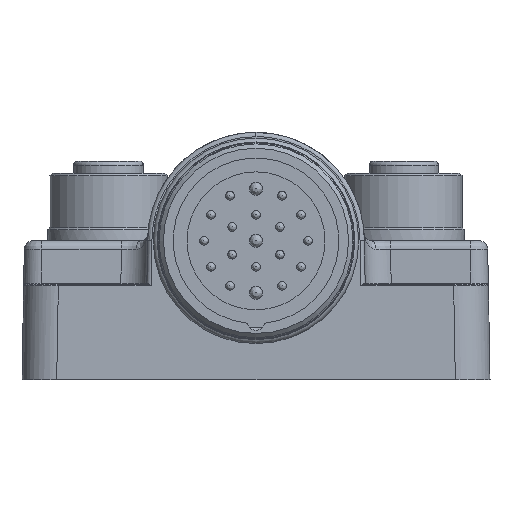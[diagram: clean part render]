
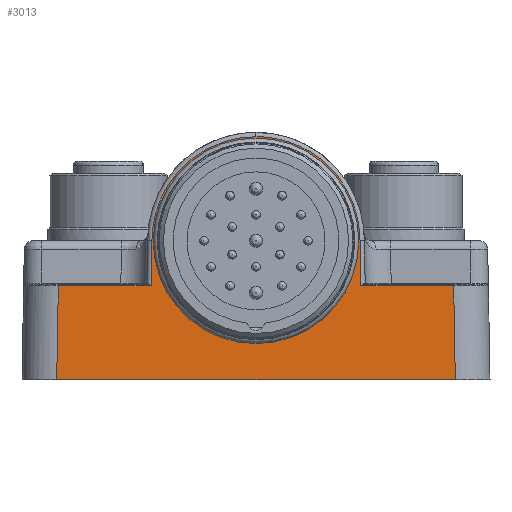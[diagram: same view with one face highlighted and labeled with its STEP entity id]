
A CAD part, left-side view. The second image highlights one B-rep face of the part: STEP entity #3013.
In plain terms, the highlighted planar face has unit normal (-1, 0, 0.018).
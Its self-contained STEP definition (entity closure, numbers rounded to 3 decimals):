
#110=ELLIPSE('',#20107,11.402,11.4);
#568=FACE_BOUND('',#5938,.T.);
#569=FACE_BOUND('',#5939,.T.);
#1062=PLANE('',#20709);
#1555=B_SPLINE_CURVE_WITH_KNOTS('',3,(#32838,#32839,#32840,#32841,#32842,
#32843,#32844,#32845,#32846),.UNSPECIFIED.,.F.,.F.,(4,1,1,1,1,1,4),(0.,
0.143,0.286,0.5,0.732,
0.839,1.),.UNSPECIFIED.);
#1559=B_SPLINE_CURVE_WITH_KNOTS('',3,(#32899,#32900,#32901,#32902,#32903,
#32904,#32905,#32906,#32907),.UNSPECIFIED.,.F.,.F.,(4,1,1,1,1,1,4),(0.,
0.161,0.268,0.5,0.714,
0.857,1.),.UNSPECIFIED.);
#3013=ADVANCED_FACE('2110-0-10',(#568,#569),#1062,.T.);
#5938=EDGE_LOOP('',(#13083,#13084,#13085,#13086,#13087,#13088,#13089,#13090,
#13091,#13092,#13093));
#5939=EDGE_LOOP('',(#13094));
#6665=LINE('',#32608,#7801);
#6672=LINE('',#32800,#7808);
#6679=LINE('',#32830,#7815);
#6682=LINE('',#32942,#7818);
#6683=LINE('',#33006,#7819);
#6711=LINE('',#33766,#7847);
#7161=LINE('',#41625,#8297);
#7162=LINE('',#41627,#8298);
#7163=LINE('',#41629,#8299);
#7801=VECTOR('',#23882,1.);
#7808=VECTOR('',#23925,1.);
#7815=VECTOR('',#23948,1.);
#7818=VECTOR('',#23955,1.);
#7819=VECTOR('',#23970,1.);
#7847=VECTOR('',#24074,1.);
#8297=VECTOR('',#25548,1.);
#8298=VECTOR('',#25549,1.);
#8299=VECTOR('',#25550,1.);
#13083=ORIENTED_EDGE('',*,*,#16792,.T.);
#13084=ORIENTED_EDGE('',*,*,#16782,.T.);
#13085=ORIENTED_EDGE('',*,*,#16753,.T.);
#13086=ORIENTED_EDGE('',*,*,#17890,.T.);
#13087=ORIENTED_EDGE('',*,*,#17891,.T.);
#13088=ORIENTED_EDGE('',*,*,#17892,.F.);
#13089=ORIENTED_EDGE('',*,*,#16888,.T.);
#13090=ORIENTED_EDGE('',*,*,#16813,.T.);
#13091=ORIENTED_EDGE('',*,*,#16803,.T.);
#13092=ORIENTED_EDGE('',*,*,#16800,.T.);
#13093=ORIENTED_EDGE('',*,*,#16795,.T.);
#13094=ORIENTED_EDGE('',*,*,#16720,.T.);
#14581=VERTEX_POINT('',#32364);
#14607=VERTEX_POINT('',#32607);
#14608=VERTEX_POINT('',#32609);
#14623=VERTEX_POINT('',#32801);
#14628=VERTEX_POINT('',#32831);
#14630=VERTEX_POINT('',#32847);
#14633=VERTEX_POINT('',#32890);
#14636=VERTEX_POINT('',#32943);
#14642=VERTEX_POINT('',#33007);
#14684=VERTEX_POINT('',#33767);
#15293=VERTEX_POINT('',#41626);
#15294=VERTEX_POINT('',#41628);
#16720=EDGE_CURVE('',#14581,#14581,#110,.T.);
#16753=EDGE_CURVE('',#14608,#14607,#6665,.T.);
#16782=EDGE_CURVE('',#14623,#14608,#6672,.T.);
#16792=EDGE_CURVE('',#14628,#14623,#6679,.T.);
#16795=EDGE_CURVE('',#14630,#14628,#1555,.T.);
#16800=EDGE_CURVE('',#14633,#14630,#1559,.T.);
#16803=EDGE_CURVE('',#14636,#14633,#6682,.T.);
#16813=EDGE_CURVE('',#14642,#14636,#6683,.T.);
#16888=EDGE_CURVE('',#14684,#14642,#6711,.T.);
#17890=EDGE_CURVE('',#14607,#15293,#7161,.T.);
#17891=EDGE_CURVE('',#15293,#15294,#7162,.T.);
#17892=EDGE_CURVE('',#14684,#15294,#7163,.T.);
#20107=AXIS2_PLACEMENT_3D('',#32363,#23840,#23841);
#20709=AXIS2_PLACEMENT_3D('',#41630,#25551,#25552);
#23840=DIRECTION('',(1.,0.,-0.017));
#23841=DIRECTION('',(0.017,0.,1.));
#23882=DIRECTION('',(-0.017,0.017,-1.));
#23925=DIRECTION('',(0.,1.,0.));
#23948=DIRECTION('',(-0.017,0.017,-1.));
#23955=DIRECTION('',(0.017,0.017,1.));
#23970=DIRECTION('',(0.,1.,0.));
#24074=DIRECTION('',(0.017,0.017,1.));
#25548=DIRECTION('',(0.,-1.,0.));
#25549=DIRECTION('',(0.,-1.,0.));
#25550=DIRECTION('',(0.,1.,0.));
#25551=DIRECTION('',(-1.,0.,0.017));
#25552=DIRECTION('',(0.,-1.,0.));
#32363=CARTESIAN_POINT('',(-92.968,43.,0.));
#32364=CARTESIAN_POINT('',(-92.769,43.,11.4));
#32607=CARTESIAN_POINT('',(-93.247,65.98,-16.));
#32608=CARTESIAN_POINT('',(-93.058,65.791,-5.197));
#32609=CARTESIAN_POINT('',(-93.058,65.791,-5.197));
#32800=CARTESIAN_POINT('',(-93.058,55.091,-5.197));
#32801=CARTESIAN_POINT('',(-93.058,55.091,-5.197));
#32830=CARTESIAN_POINT('',(-92.968,55.,0.));
#32831=CARTESIAN_POINT('',(-92.968,55.,0.));
#32838=CARTESIAN_POINT('',(-92.758,43.,12.009));
#32839=CARTESIAN_POINT('',(-92.758,43.898,12.009));
#32840=CARTESIAN_POINT('',(-92.762,45.694,11.806));
#32841=CARTESIAN_POINT('',(-92.78,48.68,10.761));
#32842=CARTESIAN_POINT('',(-92.818,51.743,8.588));
#32843=CARTESIAN_POINT('',(-92.869,53.747,5.675));
#32844=CARTESIAN_POINT('',(-92.921,54.786,2.7));
#32845=CARTESIAN_POINT('',(-92.95,55.,1.018));
#32846=CARTESIAN_POINT('',(-92.968,55.,0.009));
#32847=CARTESIAN_POINT('',(-92.758,43.,12.009));
#32890=CARTESIAN_POINT('',(-92.968,31.,0.));
#32899=CARTESIAN_POINT('',(-92.968,31.,0.009));
#32900=CARTESIAN_POINT('',(-92.95,31.,1.018));
#32901=CARTESIAN_POINT('',(-92.921,31.214,2.7));
#32902=CARTESIAN_POINT('',(-92.869,32.253,5.675));
#32903=CARTESIAN_POINT('',(-92.818,34.257,8.588));
#32904=CARTESIAN_POINT('',(-92.78,37.32,10.761));
#32905=CARTESIAN_POINT('',(-92.762,40.306,11.806));
#32906=CARTESIAN_POINT('',(-92.758,42.102,12.009));
#32907=CARTESIAN_POINT('',(-92.758,43.,12.009));
#32942=CARTESIAN_POINT('',(-93.058,30.909,-5.197));
#32943=CARTESIAN_POINT('',(-93.058,30.909,-5.197));
#33006=CARTESIAN_POINT('',(-93.058,20.209,-5.197));
#33007=CARTESIAN_POINT('',(-93.058,20.209,-5.197));
#33766=CARTESIAN_POINT('',(-93.247,20.02,-16.));
#33767=CARTESIAN_POINT('',(-93.247,20.02,-16.));
#41625=CARTESIAN_POINT('',(-93.247,65.98,-16.));
#41626=CARTESIAN_POINT('',(-93.247,54.88,-16.));
#41627=CARTESIAN_POINT('',(-93.247,31.12,-16.));
#41628=CARTESIAN_POINT('',(-93.247,31.12,-16.));
#41629=CARTESIAN_POINT('',(-93.247,31.12,-16.));
#41630=CARTESIAN_POINT('',(-92.735,15.705,13.325));
